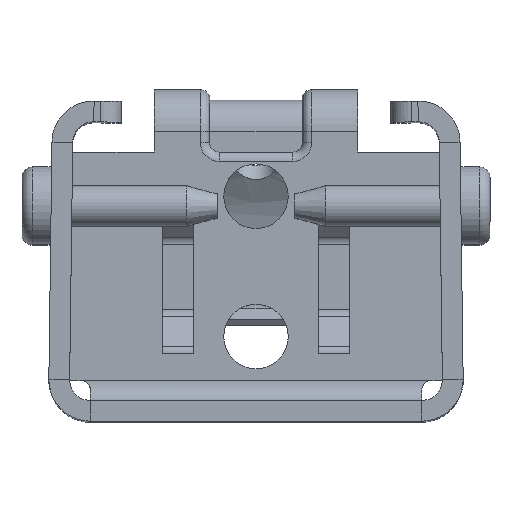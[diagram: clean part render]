
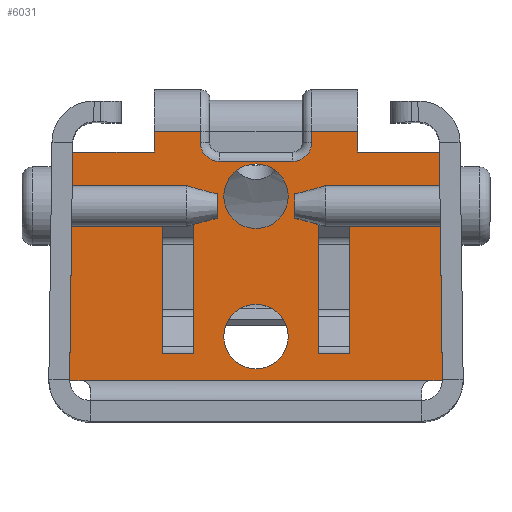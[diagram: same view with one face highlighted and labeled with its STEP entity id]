
A CAD part, top view. The second image highlights one B-rep face of the part: STEP entity #6031.
In plain terms, the highlighted face is planar.
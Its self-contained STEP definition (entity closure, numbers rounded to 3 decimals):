
#105=FACE_BOUND('',#920,.T.);
#106=FACE_BOUND('',#921,.T.);
#107=FACE_BOUND('',#922,.T.);
#108=FACE_BOUND('',#923,.T.);
#162=PLANE('',#6537);
#563=FACE_OUTER_BOUND('',#919,.T.);
#919=EDGE_LOOP('',(#4250,#4251,#4252,#4253,#4254,#4255,#4256,#4257,#4258,
#4259,#4260,#4261,#4262,#4263,#4264,#4265,#4266,#4267,#4268));
#920=EDGE_LOOP('',(#4269,#4270));
#921=EDGE_LOOP('',(#4271,#4272));
#922=EDGE_LOOP('',(#4273,#4274,#4275,#4276));
#923=EDGE_LOOP('',(#4277,#4278,#4279,#4280));
#1326=LINE('',#10057,#1773);
#1328=LINE('',#10066,#1775);
#1363=LINE('',#10160,#1810);
#1364=LINE('',#10164,#1811);
#1365=LINE('',#10166,#1812);
#1366=LINE('',#10168,#1813);
#1367=LINE('',#10170,#1814);
#1368=LINE('',#10174,#1815);
#1369=LINE('',#10178,#1816);
#1370=LINE('',#10180,#1817);
#1371=LINE('',#10182,#1818);
#1372=LINE('',#10184,#1819);
#1373=LINE('',#10185,#1820);
#1374=LINE('',#10187,#1821);
#1375=LINE('',#10189,#1822);
#1376=LINE('',#10190,#1823);
#1377=LINE('',#10193,#1824);
#1378=LINE('',#10195,#1825);
#1379=LINE('',#10197,#1826);
#1380=LINE('',#10198,#1827);
#1381=LINE('',#10199,#1828);
#1382=LINE('',#10200,#1829);
#1773=VECTOR('',#7364,1000.);
#1775=VECTOR('',#7372,1000.);
#1810=VECTOR('',#7435,1000.);
#1811=VECTOR('',#7438,1000.);
#1812=VECTOR('',#7439,1000.);
#1813=VECTOR('',#7440,1000.);
#1814=VECTOR('',#7441,1000.);
#1815=VECTOR('',#7444,1000.);
#1816=VECTOR('',#7447,1000.);
#1817=VECTOR('',#7448,1000.);
#1818=VECTOR('',#7449,1000.);
#1819=VECTOR('',#7450,1000.);
#1820=VECTOR('',#7451,1000.);
#1821=VECTOR('',#7452,1000.);
#1822=VECTOR('',#7453,1000.);
#1823=VECTOR('',#7454,1000.);
#1824=VECTOR('',#7455,1000.);
#1825=VECTOR('',#7456,1000.);
#1826=VECTOR('',#7457,1000.);
#1827=VECTOR('',#7458,1000.);
#1828=VECTOR('',#7459,1000.);
#1829=VECTOR('',#7460,1000.);
#2179=CIRCLE('',#6386,3.1);
#2180=CIRCLE('',#6387,3.1);
#2183=CIRCLE('',#6391,3.1);
#2184=CIRCLE('',#6392,3.1);
#2195=CIRCLE('',#6412,0.9);
#2198=CIRCLE('',#6416,0.9);
#2219=CIRCLE('',#6538,1.);
#2220=CIRCLE('',#6539,1.8);
#2221=CIRCLE('',#6540,1.8);
#2463=VERTEX_POINT('',#8821);
#2464=VERTEX_POINT('',#8823);
#2467=VERTEX_POINT('',#8831);
#2468=VERTEX_POINT('',#8833);
#2498=VERTEX_POINT('',#9456);
#2499=VERTEX_POINT('',#9457);
#2504=VERTEX_POINT('',#9468);
#2505=VERTEX_POINT('',#9470);
#2613=VERTEX_POINT('',#10054);
#2614=VERTEX_POINT('',#10056);
#2617=VERTEX_POINT('',#10063);
#2618=VERTEX_POINT('',#10065);
#2652=VERTEX_POINT('',#10159);
#2653=VERTEX_POINT('',#10161);
#2654=VERTEX_POINT('',#10163);
#2655=VERTEX_POINT('',#10165);
#2656=VERTEX_POINT('',#10167);
#2657=VERTEX_POINT('',#10169);
#2658=VERTEX_POINT('',#10171);
#2659=VERTEX_POINT('',#10173);
#2660=VERTEX_POINT('',#10175);
#2661=VERTEX_POINT('',#10177);
#2662=VERTEX_POINT('',#10179);
#2663=VERTEX_POINT('',#10181);
#2664=VERTEX_POINT('',#10183);
#2665=VERTEX_POINT('',#10186);
#2666=VERTEX_POINT('',#10188);
#2667=VERTEX_POINT('',#10191);
#2668=VERTEX_POINT('',#10192);
#2669=VERTEX_POINT('',#10194);
#2670=VERTEX_POINT('',#10196);
#3053=EDGE_CURVE('',#2464,#2463,#2179,.T.);
#3054=EDGE_CURVE('',#2463,#2464,#2180,.T.);
#3058=EDGE_CURVE('',#2468,#2467,#2183,.T.);
#3059=EDGE_CURVE('',#2467,#2468,#2184,.T.);
#3093=EDGE_CURVE('',#2498,#2499,#2195,.T.);
#3099=EDGE_CURVE('',#2505,#2504,#2198,.T.);
#3227=EDGE_CURVE('',#2613,#2614,#1326,.T.);
#3231=EDGE_CURVE('',#2617,#2618,#1328,.T.);
#3276=EDGE_CURVE('',#2652,#2504,#1363,.T.);
#3277=EDGE_CURVE('',#2652,#2653,#2219,.T.);
#3278=EDGE_CURVE('',#2653,#2654,#1364,.T.);
#3279=EDGE_CURVE('',#2654,#2655,#1365,.T.);
#3280=EDGE_CURVE('',#2656,#2655,#1366,.T.);
#3281=EDGE_CURVE('',#2656,#2657,#1367,.T.);
#3282=EDGE_CURVE('',#2658,#2657,#2220,.T.);
#3283=EDGE_CURVE('',#2658,#2659,#1368,.T.);
#3284=EDGE_CURVE('',#2660,#2659,#2221,.T.);
#3285=EDGE_CURVE('',#2660,#2661,#1369,.T.);
#3286=EDGE_CURVE('',#2662,#2661,#1370,.T.);
#3287=EDGE_CURVE('',#2663,#2662,#1371,.T.);
#3288=EDGE_CURVE('',#2664,#2663,#1372,.T.);
#3289=EDGE_CURVE('',#2498,#2664,#1373,.T.);
#3290=EDGE_CURVE('',#2499,#2665,#1374,.T.);
#3291=EDGE_CURVE('',#2665,#2666,#1375,.T.);
#3292=EDGE_CURVE('',#2666,#2505,#1376,.T.);
#3293=EDGE_CURVE('',#2667,#2668,#1377,.T.);
#3294=EDGE_CURVE('',#2667,#2669,#1378,.T.);
#3295=EDGE_CURVE('',#2670,#2669,#1379,.T.);
#3296=EDGE_CURVE('',#2670,#2668,#1380,.T.);
#3297=EDGE_CURVE('',#2617,#2614,#1381,.T.);
#3298=EDGE_CURVE('',#2613,#2618,#1382,.T.);
#4250=ORIENTED_EDGE('',*,*,#3276,.F.);
#4251=ORIENTED_EDGE('',*,*,#3277,.T.);
#4252=ORIENTED_EDGE('',*,*,#3278,.T.);
#4253=ORIENTED_EDGE('',*,*,#3279,.T.);
#4254=ORIENTED_EDGE('',*,*,#3280,.F.);
#4255=ORIENTED_EDGE('',*,*,#3281,.T.);
#4256=ORIENTED_EDGE('',*,*,#3282,.F.);
#4257=ORIENTED_EDGE('',*,*,#3283,.T.);
#4258=ORIENTED_EDGE('',*,*,#3284,.F.);
#4259=ORIENTED_EDGE('',*,*,#3285,.T.);
#4260=ORIENTED_EDGE('',*,*,#3286,.F.);
#4261=ORIENTED_EDGE('',*,*,#3287,.F.);
#4262=ORIENTED_EDGE('',*,*,#3288,.F.);
#4263=ORIENTED_EDGE('',*,*,#3289,.F.);
#4264=ORIENTED_EDGE('',*,*,#3093,.T.);
#4265=ORIENTED_EDGE('',*,*,#3290,.T.);
#4266=ORIENTED_EDGE('',*,*,#3291,.T.);
#4267=ORIENTED_EDGE('',*,*,#3292,.T.);
#4268=ORIENTED_EDGE('',*,*,#3099,.T.);
#4269=ORIENTED_EDGE('',*,*,#3053,.T.);
#4270=ORIENTED_EDGE('',*,*,#3054,.T.);
#4271=ORIENTED_EDGE('',*,*,#3058,.T.);
#4272=ORIENTED_EDGE('',*,*,#3059,.T.);
#4273=ORIENTED_EDGE('',*,*,#3293,.F.);
#4274=ORIENTED_EDGE('',*,*,#3294,.T.);
#4275=ORIENTED_EDGE('',*,*,#3295,.F.);
#4276=ORIENTED_EDGE('',*,*,#3296,.T.);
#4277=ORIENTED_EDGE('',*,*,#3231,.F.);
#4278=ORIENTED_EDGE('',*,*,#3297,.T.);
#4279=ORIENTED_EDGE('',*,*,#3227,.F.);
#4280=ORIENTED_EDGE('',*,*,#3298,.T.);
#6031=ADVANCED_FACE('',(#563,#105,#106,#107,#108),#162,.F.);
#6386=AXIS2_PLACEMENT_3D('',#8824,#7053,#7054);
#6387=AXIS2_PLACEMENT_3D('',#8825,#7055,#7056);
#6391=AXIS2_PLACEMENT_3D('',#8834,#7064,#7065);
#6392=AXIS2_PLACEMENT_3D('',#8835,#7066,#7067);
#6412=AXIS2_PLACEMENT_3D('',#9458,#7112,#7113);
#6416=AXIS2_PLACEMENT_3D('',#9471,#7123,#7124);
#6537=AXIS2_PLACEMENT_3D('',#10158,#7433,#7434);
#6538=AXIS2_PLACEMENT_3D('',#10162,#7436,#7437);
#6539=AXIS2_PLACEMENT_3D('',#10172,#7442,#7443);
#6540=AXIS2_PLACEMENT_3D('',#10176,#7445,#7446);
#7053=DIRECTION('center_axis',(-1.,0.,0.));
#7054=DIRECTION('ref_axis',(0.,0.,1.));
#7055=DIRECTION('center_axis',(-1.,0.,0.));
#7056=DIRECTION('ref_axis',(0.,0.,1.));
#7064=DIRECTION('center_axis',(-1.,0.,0.));
#7065=DIRECTION('ref_axis',(0.,0.,1.));
#7066=DIRECTION('center_axis',(-1.,0.,0.));
#7067=DIRECTION('ref_axis',(0.,0.,1.));
#7112=DIRECTION('center_axis',(1.,0.,0.));
#7113=DIRECTION('ref_axis',(0.,0.,1.));
#7123=DIRECTION('center_axis',(1.,0.,0.));
#7124=DIRECTION('ref_axis',(0.,0.,1.));
#7364=DIRECTION('',(0.,1.,0.));
#7372=DIRECTION('',(0.,-1.,0.));
#7433=DIRECTION('center_axis',(-1.,0.,0.));
#7434=DIRECTION('ref_axis',(0.,0.,1.));
#7435=DIRECTION('',(0.,-1.,-0.013));
#7436=DIRECTION('center_axis',(1.,0.,0.));
#7437=DIRECTION('ref_axis',(0.,0.,1.));
#7438=DIRECTION('',(0.,0.,1.));
#7439=DIRECTION('',(0.,1.,0.));
#7440=DIRECTION('',(0.,0.,-1.));
#7441=DIRECTION('',(0.,-1.,0.));
#7442=DIRECTION('center_axis',(1.,0.,0.));
#7443=DIRECTION('ref_axis',(0.,0.,1.));
#7444=DIRECTION('',(0.,0.,1.));
#7445=DIRECTION('center_axis',(1.,0.,0.));
#7446=DIRECTION('ref_axis',(0.,0.,1.));
#7447=DIRECTION('',(0.,1.,0.));
#7448=DIRECTION('',(0.,0.,-1.));
#7449=DIRECTION('',(0.,1.,0.));
#7450=DIRECTION('',(0.,0.,-1.));
#7451=DIRECTION('',(0.,1.,-0.013));
#7452=DIRECTION('',(0.,0.,-1.));
#7453=DIRECTION('',(0.,0.,-1.));
#7454=DIRECTION('',(0.,0.,-1.));
#7455=DIRECTION('',(0.,-1.,0.));
#7456=DIRECTION('',(0.,0.,-1.));
#7457=DIRECTION('',(0.,1.,0.));
#7458=DIRECTION('',(0.,0.,1.));
#7459=DIRECTION('',(0.,0.,-1.));
#7460=DIRECTION('',(0.,0.,1.));
#8821=CARTESIAN_POINT('',(2.,21.75,3.1));
#8823=CARTESIAN_POINT('',(2.,21.75,-3.1));
#8824=CARTESIAN_POINT('Origin',(2.,21.75,0.));
#8825=CARTESIAN_POINT('Origin',(2.,21.75,0.));
#8831=CARTESIAN_POINT('',(2.,8.25,3.1));
#8833=CARTESIAN_POINT('',(2.,8.25,-3.1));
#8834=CARTESIAN_POINT('Origin',(2.,8.25,0.));
#8835=CARTESIAN_POINT('Origin',(2.,8.25,0.));
#9456=CARTESIAN_POINT('',(2.,4.912,19.912));
#9457=CARTESIAN_POINT('',(2.,4.,19.012));
#9458=CARTESIAN_POINT('Origin',(2.,4.9,19.012));
#9468=CARTESIAN_POINT('',(2.,4.912,-19.912));
#9470=CARTESIAN_POINT('',(2.,4.,-19.012));
#9471=CARTESIAN_POINT('Origin',(2.,4.9,-19.012));
#10054=CARTESIAN_POINT('',(2.,6.613,6.));
#10056=CARTESIAN_POINT('',(2.,21.387,6.));
#10057=CARTESIAN_POINT('',(2.,21.,6.));
#10063=CARTESIAN_POINT('',(2.,21.387,9.));
#10065=CARTESIAN_POINT('',(2.,6.613,9.));
#10066=CARTESIAN_POINT('',(2.,21.,9.));
#10158=CARTESIAN_POINT('Origin',(2.,0.,19.95));
#10159=CARTESIAN_POINT('',(2.,25.013,-19.649));
#10160=CARTESIAN_POINT('',(2.,28.,-19.61));
#10161=CARTESIAN_POINT('',(2.,26.,-18.649));
#10162=CARTESIAN_POINT('Origin',(2.,25.,-18.649));
#10163=CARTESIAN_POINT('',(2.,26.,-9.8));
#10164=CARTESIAN_POINT('',(2.,26.,19.95));
#10165=CARTESIAN_POINT('',(2.,28.,-9.8));
#10166=CARTESIAN_POINT('',(2.,0.,-9.8));
#10167=CARTESIAN_POINT('',(2.,28.,-5.35));
#10168=CARTESIAN_POINT('',(2.,28.,19.95));
#10169=CARTESIAN_POINT('',(2.,26.9,-5.35));
#10170=CARTESIAN_POINT('',(2.,26.,-5.35));
#10171=CARTESIAN_POINT('',(2.,25.1,-3.55));
#10172=CARTESIAN_POINT('Origin',(2.,26.9,-3.55));
#10173=CARTESIAN_POINT('',(2.,25.1,3.55));
#10174=CARTESIAN_POINT('',(2.,25.1,4.45));
#10175=CARTESIAN_POINT('',(2.,26.9,5.35));
#10176=CARTESIAN_POINT('Origin',(2.,26.9,3.55));
#10177=CARTESIAN_POINT('',(2.,28.,5.35));
#10178=CARTESIAN_POINT('',(2.,28.,5.35));
#10179=CARTESIAN_POINT('',(2.,28.,9.8));
#10180=CARTESIAN_POINT('',(2.,28.,19.95));
#10181=CARTESIAN_POINT('',(2.,26.,9.8));
#10182=CARTESIAN_POINT('',(2.,27.,9.8));
#10183=CARTESIAN_POINT('',(2.,26.,19.636));
#10184=CARTESIAN_POINT('',(2.,26.,14.718));
#10185=CARTESIAN_POINT('',(2.,4.,19.924));
#10186=CARTESIAN_POINT('',(2.,4.,16.823));
#10187=CARTESIAN_POINT('',(2.,4.,19.95));
#10188=CARTESIAN_POINT('',(2.,4.,-16.823));
#10189=CARTESIAN_POINT('',(2.,4.,19.95));
#10190=CARTESIAN_POINT('',(2.,4.,19.95));
#10191=CARTESIAN_POINT('',(2.,21.387,-6.));
#10192=CARTESIAN_POINT('',(2.,6.613,-6.));
#10193=CARTESIAN_POINT('',(2.,7.,-6.));
#10194=CARTESIAN_POINT('',(2.,21.387,-9.));
#10195=CARTESIAN_POINT('',(2.,21.387,-9.));
#10196=CARTESIAN_POINT('',(2.,6.613,-9.));
#10197=CARTESIAN_POINT('',(2.,21.,-9.));
#10198=CARTESIAN_POINT('',(2.,6.613,-6.));
#10199=CARTESIAN_POINT('',(2.,21.387,19.95));
#10200=CARTESIAN_POINT('',(2.,6.613,19.95));
